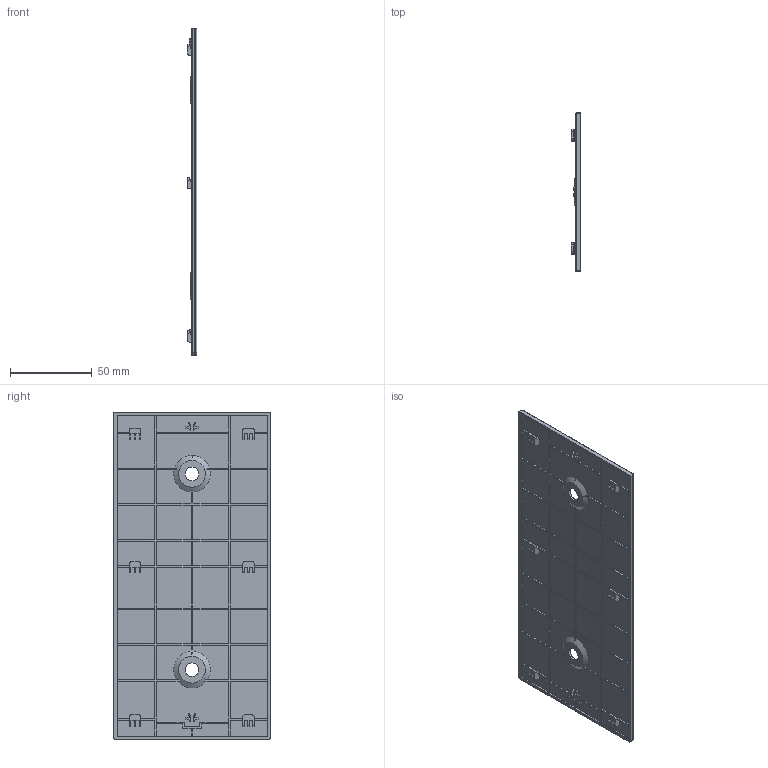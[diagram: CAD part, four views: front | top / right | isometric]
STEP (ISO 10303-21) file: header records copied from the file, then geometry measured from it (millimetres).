
FILE_DESCRIPTION((''),'2;1');
FILE_NAME('LFSP0_TOP_COVER','2025-02-19T15:47:34',('Alfie'),(''),'CREO PARAMETRIC BY PTC INC, 2022484','CREO PARAMETRIC BY PTC INC, 2022484','');
FILE_SCHEMA(('CONFIG_CONTROL_DESIGN'));
Length unit declared in the file: millimetre
Products named in the file (1): LFSP0_TOP_COVER
Bounding box: 5.85 x 96.8 x 200.3 mm (x, y, z)
Volume: 41277.7 mm3; surface area: 43820.3 mm2
Topology: 1 solids, 1 shells, 492 faces, 1351 edges, 874 vertices
Faces by surface type: plane 357, cylinder 70, bspline 27, cone 16, torus 12, extrusion 10
Entity records: 16883 total; most frequent: CARTESIAN_POINT 4484, ORIENTED_EDGE 2698, DIRECTION 2355, EDGE_CURVE 1349, VECTOR 1069, LINE 1059, VERTEX_POINT 874, AXIS2_PLACEMENT_3D 643
